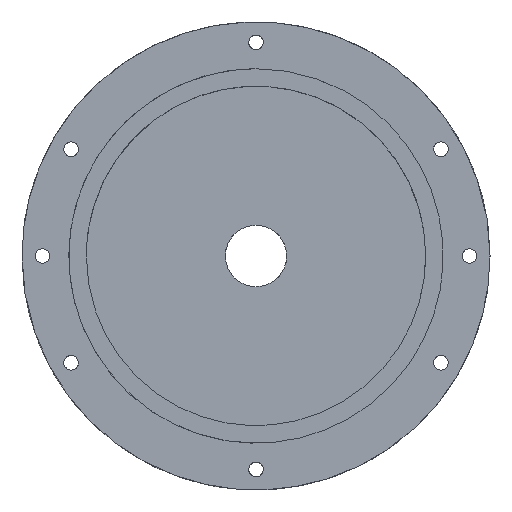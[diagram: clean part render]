
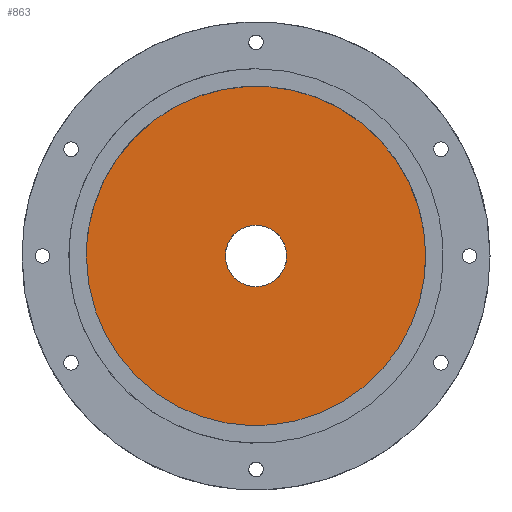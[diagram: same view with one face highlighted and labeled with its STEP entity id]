
A CAD part, top view. The second image highlights one B-rep face of the part: STEP entity #863.
In plain terms, the highlighted free-form (B-spline) face has degree [1, 1] with [2, 2] control points.
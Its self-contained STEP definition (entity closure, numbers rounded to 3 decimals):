
#21 = EDGE_CURVE('',#22,#24,#26,.T.);
#22 = VERTEX_POINT('',#23);
#23 = CARTESIAN_POINT('',(0.,-5.25,8.));
#24 = VERTEX_POINT('',#25);
#25 = CARTESIAN_POINT('',(0.,5.25,8.));
#26 = ( BOUNDED_CURVE() B_SPLINE_CURVE(2,(#27,#28,#29,#30,#31),
.UNSPECIFIED.,.F.,.F.) B_SPLINE_CURVE_WITH_KNOTS((3,2,3),(
    0.,1.571,3.142),.UNSPECIFIED.) 
CURVE() GEOMETRIC_REPRESENTATION_ITEM() RATIONAL_B_SPLINE_CURVE((1.,
0.707,1.,0.707,1.)) REPRESENTATION_ITEM('') );
#27 = CARTESIAN_POINT('',(0.,-5.25,8.));
#28 = CARTESIAN_POINT('',(-5.25,-5.25,8.));
#29 = CARTESIAN_POINT('',(-5.25,0.,8.));
#30 = CARTESIAN_POINT('',(-5.25,5.25,8.));
#31 = CARTESIAN_POINT('',(0.,5.25,8.));
#33 = EDGE_CURVE('',#24,#22,#34,.T.);
#34 = ( BOUNDED_CURVE() B_SPLINE_CURVE(2,(#35,#36,#37,#38,#39),
.UNSPECIFIED.,.F.,.F.) B_SPLINE_CURVE_WITH_KNOTS((3,2,3),(3.142,
4.712,6.283),.PIECEWISE_BEZIER_KNOTS.) CURVE() 
GEOMETRIC_REPRESENTATION_ITEM() RATIONAL_B_SPLINE_CURVE((1.,
0.707,1.,0.707,1.)) REPRESENTATION_ITEM('') );
#35 = CARTESIAN_POINT('',(0.,5.25,8.));
#36 = CARTESIAN_POINT('',(5.25,5.25,8.));
#37 = CARTESIAN_POINT('',(5.25,0.,8.));
#38 = CARTESIAN_POINT('',(5.25,-5.25,8.));
#39 = CARTESIAN_POINT('',(0.,-5.25,8.));
#83 = EDGE_CURVE('',#84,#84,#86,.T.);
#84 = VERTEX_POINT('',#85);
#85 = CARTESIAN_POINT('',(-29.,0.,8.));
#86 = ( BOUNDED_CURVE() B_SPLINE_CURVE(2,(#87,#88,#89,#90,#91,#92,#93,
#94,#95),.UNSPECIFIED.,.T.,.F.) B_SPLINE_CURVE_WITH_KNOTS((3,2,2,2,3),(
    -3.142,-1.571,0.,1.571,3.142),
.UNSPECIFIED.) CURVE() GEOMETRIC_REPRESENTATION_ITEM() 
RATIONAL_B_SPLINE_CURVE((1.,0.707,1.,0.707,1.,
0.707,1.,0.707,1.)) REPRESENTATION_ITEM('') );
#87 = CARTESIAN_POINT('',(-29.,0.,8.));
#88 = CARTESIAN_POINT('',(-29.,-29.,8.));
#89 = CARTESIAN_POINT('',(0.,-29.,8.));
#90 = CARTESIAN_POINT('',(29.,-29.,8.));
#91 = CARTESIAN_POINT('',(29.,0.,8.));
#92 = CARTESIAN_POINT('',(29.,29.,8.));
#93 = CARTESIAN_POINT('',(0.,29.,8.));
#94 = CARTESIAN_POINT('',(-29.,29.,8.));
#95 = CARTESIAN_POINT('',(-29.,0.,8.));
#863 = ADVANCED_FACE('',(#864,#867),#871,.T.);
#864 = FACE_BOUND('',#865,.T.);
#865 = EDGE_LOOP('',(#866));
#866 = ORIENTED_EDGE('',*,*,#83,.T.);
#867 = FACE_BOUND('',#868,.T.);
#868 = EDGE_LOOP('',(#869,#870));
#869 = ORIENTED_EDGE('',*,*,#21,.T.);
#870 = ORIENTED_EDGE('',*,*,#33,.T.);
#871 = B_SPLINE_SURFACE_WITH_KNOTS('',1,1,(
    (#872,#873)
    ,(#874,#875
  )),.UNSPECIFIED.,.F.,.F.,.F.,(2,2),(2,2),(-29.001,29.001),(-29.001,
    29.001),.PIECEWISE_BEZIER_KNOTS.);
#872 = CARTESIAN_POINT('',(-29.001,-29.001,8.));
#873 = CARTESIAN_POINT('',(-29.001,29.001,8.));
#874 = CARTESIAN_POINT('',(29.001,-29.001,8.));
#875 = CARTESIAN_POINT('',(29.001,29.001,8.));
